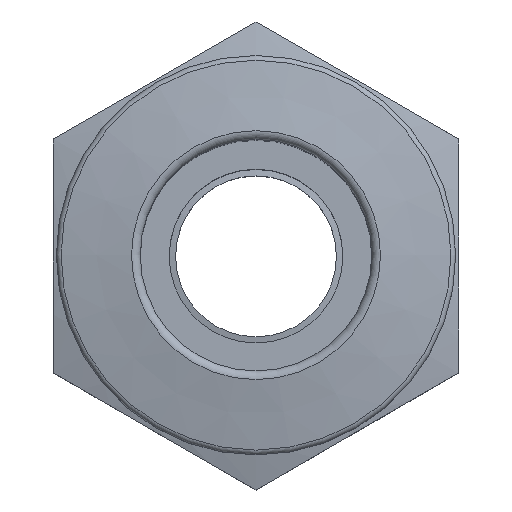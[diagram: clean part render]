
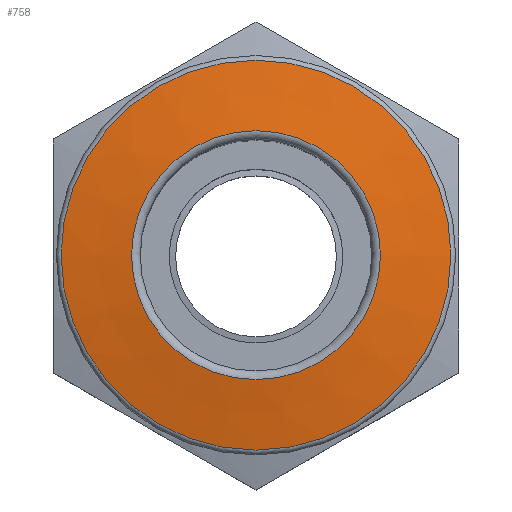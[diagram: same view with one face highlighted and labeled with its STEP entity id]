
A CAD part, top view. The second image highlights one B-rep face of the part: STEP entity #758.
In plain terms, the highlighted conical face has half-angle 80 degrees and reference radius 4.3 mm.
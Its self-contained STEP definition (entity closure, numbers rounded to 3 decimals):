
#61=CONICAL_SURFACE('',#805,4.3,1.396);
#79=ORIENTED_EDGE('',*,*,#193,.F.);
#80=ORIENTED_EDGE('',*,*,#194,.T.);
#193=EDGE_CURVE('',#250,#250,#295,.T.);
#194=EDGE_CURVE('',#251,#251,#296,.T.);
#250=VERTEX_POINT('',#1037);
#251=VERTEX_POINT('',#1039);
#295=CIRCLE('',#806,6.735);
#296=CIRCLE('',#807,4.3);
#328=EDGE_LOOP('',(#79));
#329=EDGE_LOOP('',(#80));
#396=FACE_BOUND('',#328,.T.);
#397=FACE_BOUND('',#329,.T.);
#758=ADVANCED_FACE('',(#396,#397),#61,.T.);
#805=AXIS2_PLACEMENT_3D('',#1035,#883,#884);
#806=AXIS2_PLACEMENT_3D('',#1036,#885,#886);
#807=AXIS2_PLACEMENT_3D('',#1038,#887,#888);
#883=DIRECTION('',(0.,0.,-1.));
#884=DIRECTION('',(-1.,0.,0.));
#885=DIRECTION('',(0.,0.,-1.));
#886=DIRECTION('',(-1.,0.,0.));
#887=DIRECTION('',(0.,0.,-1.));
#888=DIRECTION('',(-1.,0.,0.));
#1035=CARTESIAN_POINT('',(0.,0.,19.9));
#1036=CARTESIAN_POINT('',(0.,0.,19.471));
#1037=CARTESIAN_POINT('',(-6.735,0.,19.471));
#1038=CARTESIAN_POINT('',(0.,0.,19.9));
#1039=CARTESIAN_POINT('',(-4.3,0.,19.9));
